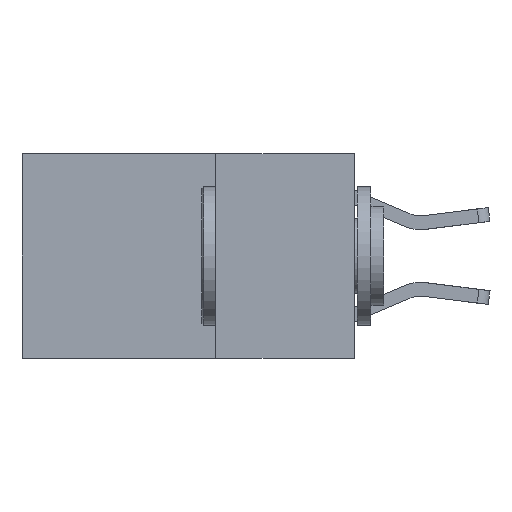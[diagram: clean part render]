
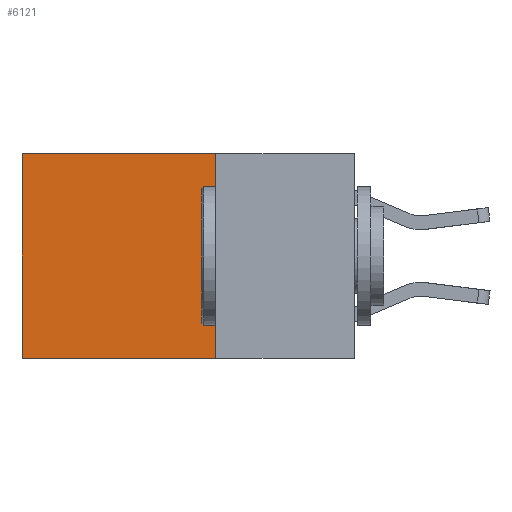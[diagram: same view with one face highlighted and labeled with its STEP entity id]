
A CAD part, left-side view. The second image highlights one B-rep face of the part: STEP entity #6121.
In plain terms, the highlighted planar face has unit normal (-1, 0, 0).
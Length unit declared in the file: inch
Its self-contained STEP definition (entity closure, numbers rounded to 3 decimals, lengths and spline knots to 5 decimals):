
#91 = VECTOR ( 'NONE', #4773, 39.37008 ) ;
#179 = VERTEX_POINT ( 'NONE', #5936 ) ;
#865 = LINE ( 'NONE', #3066, #91 ) ;
#1317 = VERTEX_POINT ( 'NONE', #9354 ) ;
#1900 = VERTEX_POINT ( 'NONE', #6570 ) ;
#2296 = ORIENTED_EDGE ( 'NONE', *, *, #5068, .F. ) ;
#2307 = CARTESIAN_POINT ( 'NONE',  ( 0.2625, 0.25, -0.37 ) ) ;
#2447 = EDGE_CURVE ( 'NONE', #1900, #1317, #865, .T. ) ;
#2467 = DIRECTION ( 'NONE',  ( 0., 0., -1. ) ) ;
#2511 = LINE ( 'NONE', #4236, #6692 ) ;
#2629 = DIRECTION ( 'NONE',  ( 0., 1., 0. ) ) ;
#3066 = CARTESIAN_POINT ( 'NONE',  ( 0.2625, 0.6, 0. ) ) ;
#3182 = EDGE_CURVE ( 'NONE', #179, #5321, #9468, .T. ) ;
#3963 = LINE ( 'NONE', #6369, #7485 ) ;
#4236 = CARTESIAN_POINT ( 'NONE',  ( 0.2625, 0.25, 0. ) ) ;
#4773 = DIRECTION ( 'NONE',  ( 0., 0., -1. ) ) ;
#5068 = EDGE_CURVE ( 'NONE', #5321, #1317, #3963, .T. ) ;
#5153 = DIRECTION ( 'NONE',  ( 0., 0., -1. ) ) ;
#5321 = VERTEX_POINT ( 'NONE', #2307 ) ;
#5572 = EDGE_CURVE ( 'NONE', #179, #1900, #2511, .T. ) ;
#5842 = DIRECTION ( 'NONE',  ( 1., 0., 0. ) ) ;
#5936 = CARTESIAN_POINT ( 'NONE',  ( 0.2625, 0.25, 0. ) ) ;
#6056 = CARTESIAN_POINT ( 'NONE',  ( 0.2625, 0.25, 0. ) ) ;
#6121 = ADVANCED_FACE ( 'NONE', ( #10101 ), #9858, .F. ) ;
#6369 = CARTESIAN_POINT ( 'NONE',  ( 0.2625, 0.25, -0.37 ) ) ;
#6570 = CARTESIAN_POINT ( 'NONE',  ( 0.2625, 0.6, 0. ) ) ;
#6692 = VECTOR ( 'NONE', #2629, 39.37008 ) ;
#6933 = AXIS2_PLACEMENT_3D ( 'NONE', #7472, #5842, #2467 ) ;
#7472 = CARTESIAN_POINT ( 'NONE',  ( 0.2625, 0.25, 0. ) ) ;
#7485 = VECTOR ( 'NONE', #9628, 39.37008 ) ;
#9354 = CARTESIAN_POINT ( 'NONE',  ( 0.2625, 0.6, -0.37 ) ) ;
#9468 = LINE ( 'NONE', #6056, #10499 ) ;
#9477 = ORIENTED_EDGE ( 'NONE', *, *, #5572, .T. ) ;
#9628 = DIRECTION ( 'NONE',  ( 0., 1., 0. ) ) ;
#9858 = PLANE ( 'NONE',  #6933 ) ;
#9986 = ORIENTED_EDGE ( 'NONE', *, *, #2447, .T. ) ;
#10101 = FACE_OUTER_BOUND ( 'NONE', #10569, .T. ) ;
#10241 = ORIENTED_EDGE ( 'NONE', *, *, #3182, .F. ) ;
#10499 = VECTOR ( 'NONE', #5153, 39.37008 ) ;
#10569 = EDGE_LOOP ( 'NONE', ( #9986, #2296, #10241, #9477 ) ) ;
